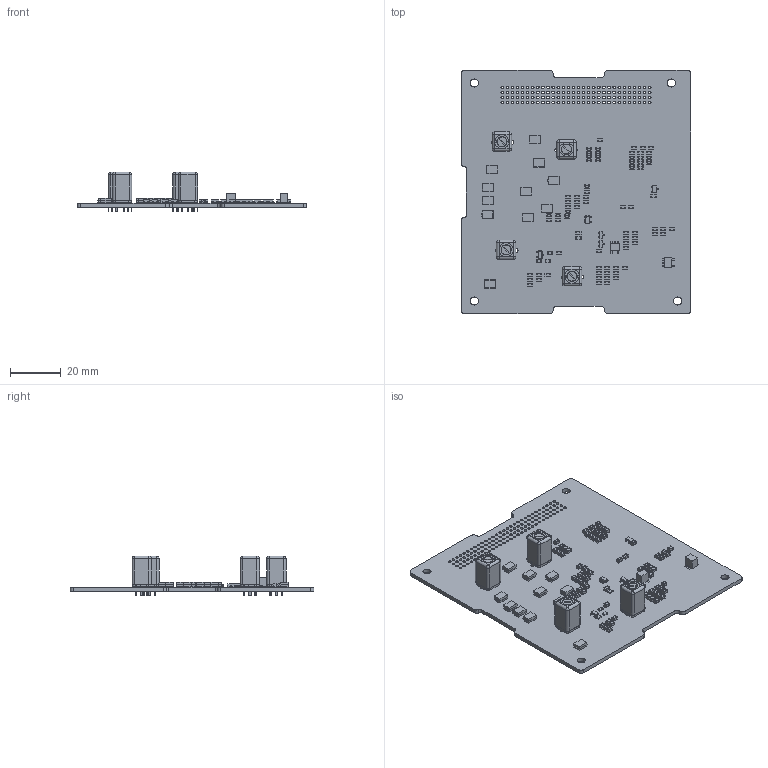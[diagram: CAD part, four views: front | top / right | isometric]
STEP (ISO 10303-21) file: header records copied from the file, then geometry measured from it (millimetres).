
FILE_DESCRIPTION(('KiCad electronic assembly'),'2;1');
FILE_NAME('Mobo_Rev1.step','2020-02-21T12:31:37',('An Author'),( 'A Company'),'Open CASCADE STEP processor 6.9', 'KiCad to STEP converter','Unknown');
FILE_SCHEMA(('AUTOMOTIVE_DESIGN { 1 0 10303 214 1 1 1 1 }'));
Length unit declared in the file: millimetre
Products named in the file (20): Open CASCADE STEP translator 6.9 1; C_0805_2012Metric; SOLID; User_Library-Coils_150_SL; COMPOUND; L_0805_2012Metric; TSOT-23; SOT-23; R_0805_2012Metric; Transformer; SGC3S300; BAP64Q,125
Assembly tree (109 placements, depth 3):
  Open CASCADE STEP translator 6.9 1
    C_0805_2012Metric  x46
      SOLID
    User_Library-Coils_150_SL  x4
      COMPOUND
    L_0805_2012Metric  x27
      SOLID
    TSOT-23  x2
      SOLID
    SOT-23  x2
      SOLID
    R_0805_2012Metric  x4
      SOLID
    Transformer  x2
      COMPOUND
    SGC3S300  x11
      COMPOUND
    BAP64Q,125
      COMPOUND
    COMPOUND
Bounding box: 90.17 x 95.89 x 15.61 mm (x, y, z)
Volume: 16615.5 mm3; surface area: 22466.7 mm2
Topology: 141 solids, 141 shells, 3544 faces, 8937 edges, 5830 vertices
Faces by surface type: plane 2100, cylinder 1296, bspline 108, cone 24, sphere 16
Full cylindrical faces by diameter (mm): 0.188 x1, 1 x140, 1.5 x8, 3.18 x4
Entity records: 46933 total; most frequent: CARTESIAN_POINT 10127, DIRECTION 6476, LINE 3806, VECTOR 3806, ORIENTED_EDGE 3392, PCURVE 3392, DEFINITIONAL_REPRESENTATION 3392, EDGE_CURVE 1696
